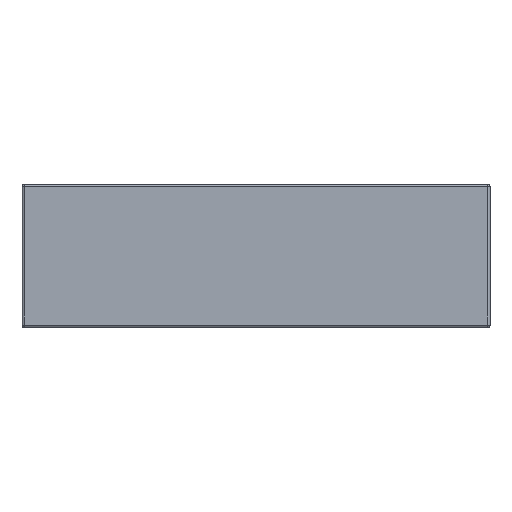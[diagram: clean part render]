
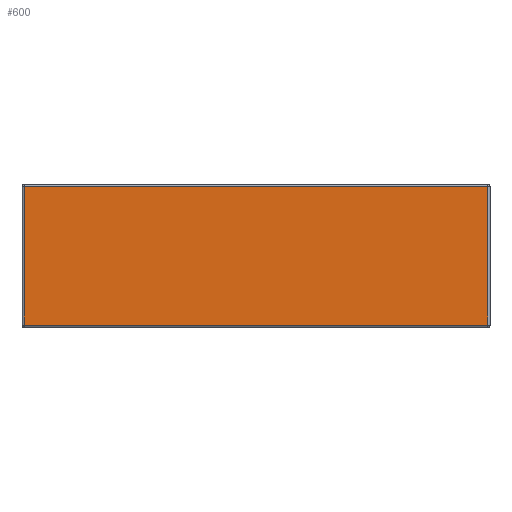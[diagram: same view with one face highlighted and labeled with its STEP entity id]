
A CAD part, top view. The second image highlights one B-rep face of the part: STEP entity #600.
In plain terms, the highlighted planar face has unit normal (0, 0, 1).
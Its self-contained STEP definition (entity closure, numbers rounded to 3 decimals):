
#600 = ADVANCED_FACE( '', ( #1277 ), #1278, .T. );
#1277 = FACE_OUTER_BOUND( '', #2068, .T. );
#1278 = PLANE( '', #2069 );
#2068 = EDGE_LOOP( '', ( #4331, #4332, #4333, #4334 ) );
#2069 = AXIS2_PLACEMENT_3D( '', #4335, #4336, #4337 );
#4331 = ORIENTED_EDGE( '', *, *, #5616, .T. );
#4332 = ORIENTED_EDGE( '', *, *, #5612, .T. );
#4333 = ORIENTED_EDGE( '', *, *, #5328, .T. );
#4334 = ORIENTED_EDGE( '', *, *, #5617, .T. );
#4335 = CARTESIAN_POINT( '', ( -9.8, -3., 4.845 ) );
#4336 = DIRECTION( '', ( 0., 0., 1. ) );
#4337 = DIRECTION( '', ( 1., 0., 0. ) );
#5328 = EDGE_CURVE( '', #6410, #6086, #6411, .T. );
#5612 = EDGE_CURVE( '', #6215, #6410, #6777, .T. );
#5616 = EDGE_CURVE( '', #6311, #6215, #6782, .T. );
#5617 = EDGE_CURVE( '', #6086, #6311, #6783, .T. );
#6086 = VERTEX_POINT( '', #7895 );
#6215 = VERTEX_POINT( '', #8203 );
#6311 = VERTEX_POINT( '', #8479 );
#6410 = VERTEX_POINT( '', #8708 );
#6411 = LINE( '', #8709, #8710 );
#6777 = LINE( '', #9844, #9845 );
#6782 = LINE( '', #9875, #9876 );
#6783 = LINE( '', #9877, #9878 );
#7895 = CARTESIAN_POINT( '', ( -9.7, -2.9, 4.845 ) );
#8203 = CARTESIAN_POINT( '', ( 9.7, 2.9, 4.845 ) );
#8479 = CARTESIAN_POINT( '', ( 9.7, -2.9, 4.845 ) );
#8708 = CARTESIAN_POINT( '', ( -9.7, 2.9, 4.845 ) );
#8709 = CARTESIAN_POINT( '', ( -9.7, -3., 4.845 ) );
#8710 = VECTOR( '', #10284, 1000. );
#9844 = CARTESIAN_POINT( '', ( -9.8, 2.9, 4.845 ) );
#9845 = VECTOR( '', #10361, 1000. );
#9875 = CARTESIAN_POINT( '', ( 9.7, 3., 4.845 ) );
#9876 = VECTOR( '', #10362, 1000. );
#9877 = CARTESIAN_POINT( '', ( 9.8, -2.9, 4.845 ) );
#9878 = VECTOR( '', #10363, 1000. );
#10284 = DIRECTION( '', ( 0., -1., 0. ) );
#10361 = DIRECTION( '', ( -1., 0., 0. ) );
#10362 = DIRECTION( '', ( 0., 1., 0. ) );
#10363 = DIRECTION( '', ( 1., 0., 0. ) );
